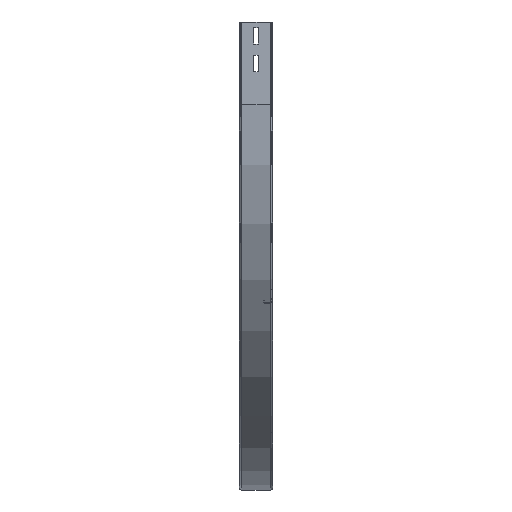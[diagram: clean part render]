
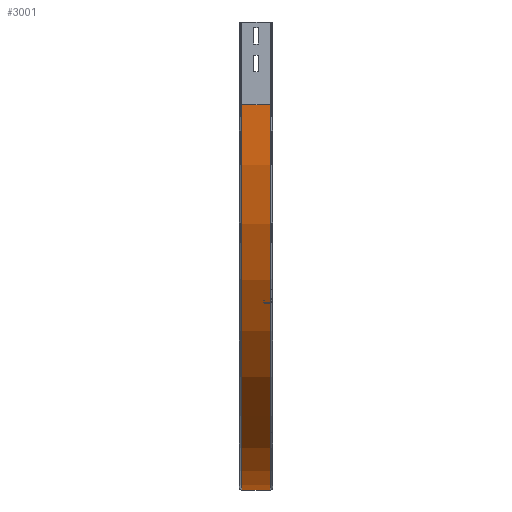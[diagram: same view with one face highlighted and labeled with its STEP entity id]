
A CAD part, left-side view. The second image highlights one B-rep face of the part: STEP entity #3001.
In plain terms, the highlighted cylindrical face has radius 700 mm (diameter 1400 mm), a partial arc.
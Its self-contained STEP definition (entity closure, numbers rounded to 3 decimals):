
#144=CIRCLE('',#3327,700.);
#146=CIRCLE('',#3330,700.);
#199=CYLINDRICAL_SURFACE('',#3329,700.);
#331=FACE_OUTER_BOUND('',#529,.T.);
#529=EDGE_LOOP('',(#2449,#2450,#2451,#2452));
#794=LINE('',#4827,#1118);
#821=LINE('',#4920,#1145);
#1118=VECTOR('',#3922,10.);
#1145=VECTOR('',#4029,10.);
#1397=VERTEX_POINT('',#4820);
#1399=VERTEX_POINT('',#4826);
#1424=VERTEX_POINT('',#4914);
#1425=VERTEX_POINT('',#4918);
#1732=EDGE_CURVE('',#1397,#1399,#794,.T.);
#1776=EDGE_CURVE('',#1424,#1397,#144,.T.);
#1778=EDGE_CURVE('',#1425,#1399,#146,.T.);
#1779=EDGE_CURVE('',#1425,#1424,#821,.T.);
#2449=ORIENTED_EDGE('',*,*,#1732,.T.);
#2450=ORIENTED_EDGE('',*,*,#1778,.F.);
#2451=ORIENTED_EDGE('',*,*,#1779,.T.);
#2452=ORIENTED_EDGE('',*,*,#1776,.T.);
#3001=ADVANCED_FACE('',(#331),#199,.T.);
#3327=AXIS2_PLACEMENT_3D('',#4915,#4021,#4022);
#3329=AXIS2_PLACEMENT_3D('',#4917,#4025,#4026);
#3330=AXIS2_PLACEMENT_3D('',#4919,#4027,#4028);
#3922=DIRECTION('',(0.,-1.,0.));
#4021=DIRECTION('center_axis',(0.,-1.,0.));
#4022=DIRECTION('ref_axis',(-1.,0.,0.));
#4025=DIRECTION('center_axis',(0.,-1.,0.));
#4026=DIRECTION('ref_axis',(-1.,0.,0.));
#4027=DIRECTION('center_axis',(0.,-1.,0.));
#4028=DIRECTION('ref_axis',(-1.,0.,0.));
#4029=DIRECTION('',(0.,1.,0.));
#4820=CARTESIAN_POINT('',(669.,56.,-700.));
#4826=CARTESIAN_POINT('',(669.,4.,-700.));
#4827=CARTESIAN_POINT('',(669.,56.,-700.));
#4914=CARTESIAN_POINT('',(-31.,56.,0.));
#4915=CARTESIAN_POINT('Origin',(669.,56.,0.));
#4917=CARTESIAN_POINT('Origin',(669.,25.911,0.));
#4918=CARTESIAN_POINT('',(-31.,4.,0.));
#4919=CARTESIAN_POINT('Origin',(669.,4.,0.));
#4920=CARTESIAN_POINT('',(-31.,69.048,0.));
